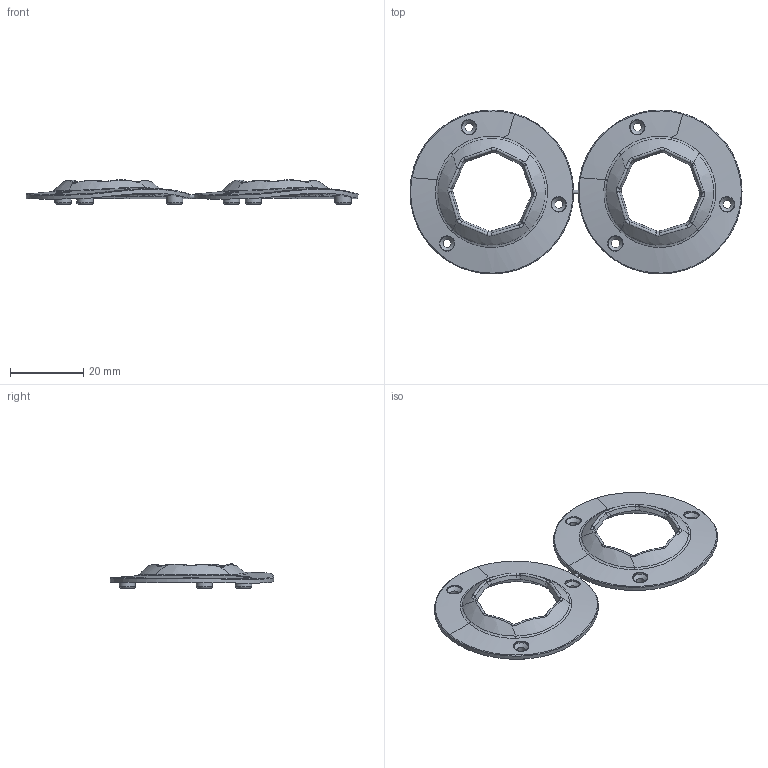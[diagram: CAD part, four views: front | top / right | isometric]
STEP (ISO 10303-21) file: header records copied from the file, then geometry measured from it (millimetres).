
FILE_DESCRIPTION(/* description */ ('','CAx-IF Rec.Pracs.---Representation and Presentation of Product Manufacturing Information (PMI)---4.0---2014-10-13'),/* implementation_level */ '2;1');
FILE_NAME(/* name */ 'DoubleGateplate.step',/* time_stamp */ '2025-02-12T01:49:42-08:00',/* author */ (''),/* organization */ (''),/* preprocessor_version */ 'ST-DEVELOPER v20',/* originating_system */ 'Autodesk Translation Framework v13.20.0.188',/* authorisation */ '');
FILE_SCHEMA (('AP242_MANAGED_MODEL_BASED_3D_ENGINEERING_MIM_LF { 1 0 10303 442 1 1 4 }'));
Length unit declared in the file: millimetre
Products named in the file (1): RemovableGateOEMv1
Bounding box: 90.73 x 44.73 x 6.67 mm (x, y, z)
Volume: 3732 mm3; surface area: 5924.2 mm2
Topology: 1 solids, 1 shells, 159 faces, 415 edges, 263 vertices
Faces by surface type: bspline 120, cylinder 21, cone 6, torus 6, plane 6
Full cylindrical faces by diameter (mm): 1 x1, 2.25 x6, 4 x4, 4.46 x6, 44.732 x2
Entity records: 25812 total; most frequent: CARTESIAN_POINT 22615, ORIENTED_EDGE 830, EDGE_CURVE 415, DIRECTION 414, VERTEX_POINT 263, B_SPLINE_CURVE_WITH_KNOTS 209, AXIS2_PLACEMENT_3D 192, EDGE_LOOP 180
